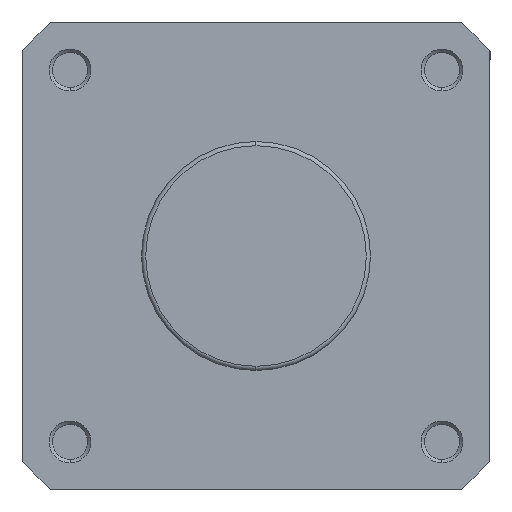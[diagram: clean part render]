
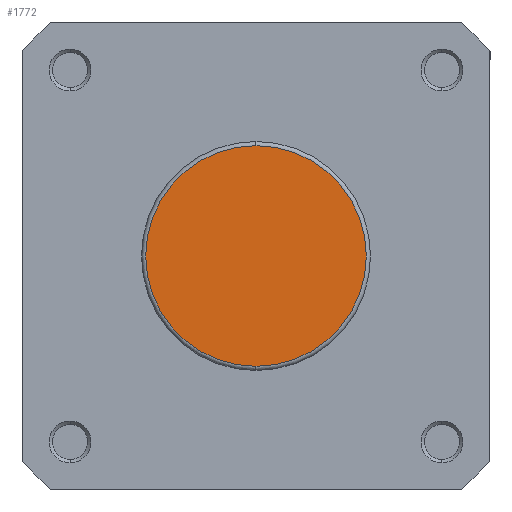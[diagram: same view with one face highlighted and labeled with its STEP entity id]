
A CAD part, left-side view. The second image highlights one B-rep face of the part: STEP entity #1772.
In plain terms, the highlighted planar face has unit normal (-1, 0, 0).
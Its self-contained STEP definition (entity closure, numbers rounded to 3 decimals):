
#583 = VERTEX_POINT ( 'NONE', #3910 ) ;
#595 = VERTEX_POINT ( 'NONE', #3686 ) ;
#728 = EDGE_LOOP ( 'NONE', ( #2934, #2936 ) ) ;
#1084 = FACE_OUTER_BOUND ( 'NONE', #728, .T. ) ;
#1502 = CIRCLE ( 'NONE', #5607, 26.4 ) ;
#1584 = CIRCLE ( 'NONE', #5636, 26.4 ) ;
#1772 = ADVANCED_FACE ( 'NONE', ( #1084 ), #4092, .F. ) ;
#2934 = ORIENTED_EDGE ( 'NONE', *, *, #6085, .T. ) ;
#2936 = ORIENTED_EDGE ( 'NONE', *, *, #6028, .T. ) ;
#3686 = CARTESIAN_POINT ( 'NONE',  ( 0., 0., -26.4 ) ) ;
#3910 = CARTESIAN_POINT ( 'NONE',  ( 0., 0., 26.4 ) ) ;
#4092 = PLANE ( 'NONE',  #5448 ) ;
#4093 = CARTESIAN_POINT ( 'NONE',  ( 0., 27.4, 0. ) ) ;
#4102 = DIRECTION ( 'NONE',  ( 1., 0., 0. ) ) ;
#4103 = DIRECTION ( 'NONE',  ( 0., 0., -1. ) ) ;
#5034 = CARTESIAN_POINT ( 'NONE',  ( 0., 0., 0. ) ) ;
#5035 = DIRECTION ( 'NONE',  ( -1., 0., 0. ) ) ;
#5036 = DIRECTION ( 'NONE',  ( 0., 0., -1. ) ) ;
#5171 = CARTESIAN_POINT ( 'NONE',  ( 0., 0., 0. ) ) ;
#5178 = DIRECTION ( 'NONE',  ( -1., 0., 0. ) ) ;
#5179 = DIRECTION ( 'NONE',  ( 0., 0., -1. ) ) ;
#5448 = AXIS2_PLACEMENT_3D ( 'NONE', #4093, #4102, #4103 ) ;
#5607 = AXIS2_PLACEMENT_3D ( 'NONE', #5034, #5035, #5036 ) ;
#5636 = AXIS2_PLACEMENT_3D ( 'NONE', #5171, #5178, #5179 ) ;
#6028 = EDGE_CURVE ( 'NONE', #583, #595, #1502, .T. ) ;
#6085 = EDGE_CURVE ( 'NONE', #595, #583, #1584, .T. ) ;
